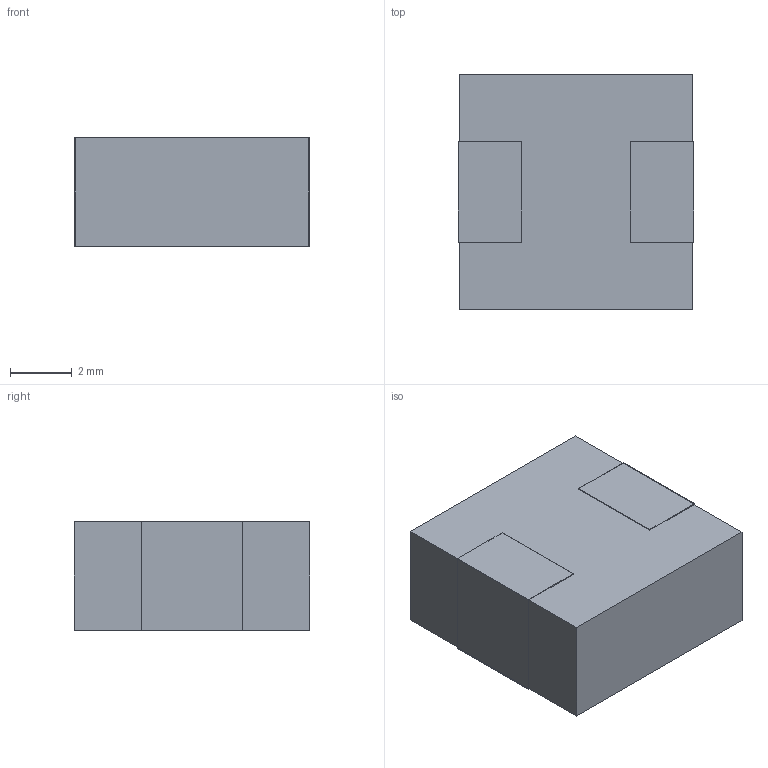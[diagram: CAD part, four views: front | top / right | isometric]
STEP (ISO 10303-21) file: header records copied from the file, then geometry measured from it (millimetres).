
FILE_DESCRIPTION(('STEP AP214'),'1');
FILE_NAME('DR73','2018-02-15T20:44:11',(''),(''),'','','');
FILE_SCHEMA(('AUTOMOTIVE_DESIGN'));
Length unit declared in the file: millimetre
Products named in the file (1): product
Bounding box: 7.62 x 7.62 x 3.56 mm (x, y, z)
Surface area: 322.1 mm2 (no closed solid volume)
Topology: 0 solids, 26 shells, 26 faces, 120 edges, 120 vertices
Faces by surface type: plane 26
Entity records: 1373 total; most frequent: CARTESIAN_POINT 267, VERTEX_POINT 240, DIRECTION 174, ORIENTED_EDGE 120, EDGE_CURVE 120, LINE 120, VECTOR 120, AXIS2_PLACEMENT_3D 27
